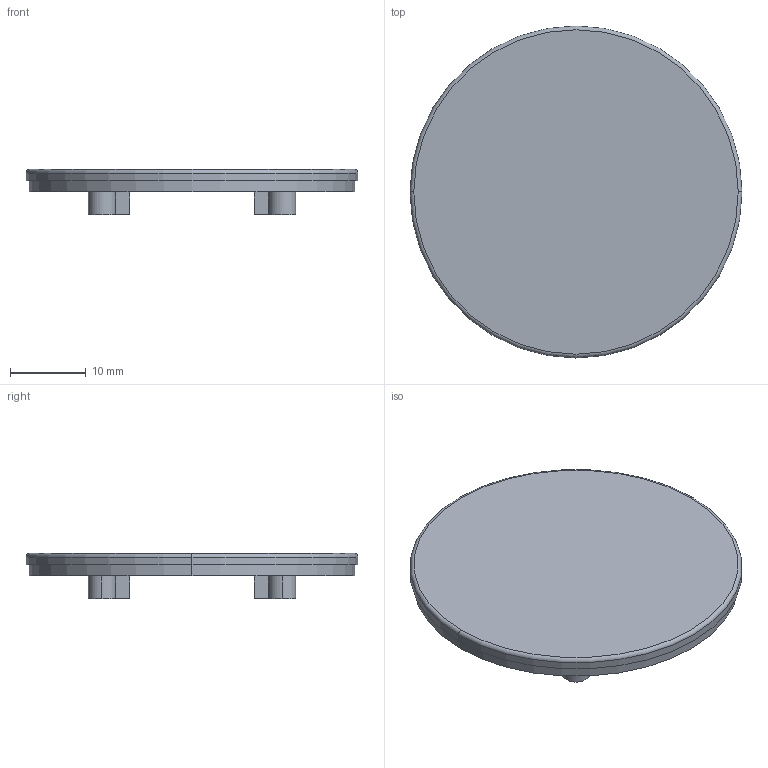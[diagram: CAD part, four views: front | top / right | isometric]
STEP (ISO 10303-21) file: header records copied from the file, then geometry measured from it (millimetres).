
FILE_DESCRIPTION(('CATIA V5 STEP Exchange','CAx-IF Rec.Pracs.--- Model Styling and Organization---1.5--- 2016-08-15','CAx-IF Rec.Pracs.---Supplemental Geometry---1.0---2011-11-01','CAx-IF Rec.Pracs.--- Composite Materials ---1.1---2010-07-15'),'2;1');
FILE_NAME('CB6006.stp','2024-03-25T15:05:03+00:00',('none'),('none'),'CATIA Version 5-6 Release 2020 SP5','CATIA V5 STEP AP214 v2','none');
FILE_SCHEMA(('AUTOMOTIVE_DESIGN { 1 0 10303 214 1 1 1 1 }'));
Length unit declared in the file: millimetre
Products named in the file (1): CB6006
Bounding box: 43.8 x 43.8 x 5.95 mm (x, y, z)
Volume: 5786.2 mm3; surface area: 6641.1 mm2
Topology: 2 solids, 2 shells, 50 faces, 124 edges, 82 vertices
Faces by surface type: plane 32, cylinder 16, torus 2
Entity records: 1394 total; most frequent: ORIENTED_EDGE 248, CARTESIAN_POINT 240, DIRECTION 190, EDGE_CURVE 124, VECTOR 88, LINE 88, VERTEX_POINT 82, AXIS2_PLACEMENT_3D 70
